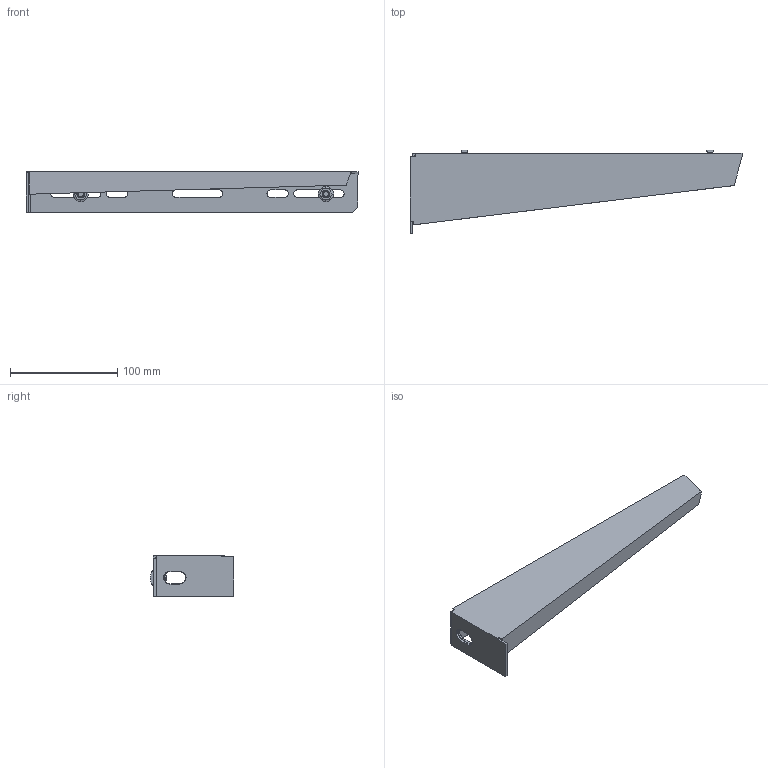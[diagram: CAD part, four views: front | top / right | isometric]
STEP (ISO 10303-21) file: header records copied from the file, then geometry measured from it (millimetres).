
FILE_DESCRIPTION((''),'2;1');
FILE_NAME('6424554_ASM','2012-08-17T',('AndreasKeweloh'),(''),'PRO/ENGINEER BY PARAMETRIC TECHNOLOGY CORPORATION, 2012130','PRO/ENGINEER BY PARAMETRIC TECHNOLOGY CORPORATION, 2012130','');
FILE_SCHEMA(('CONFIG_CONTROL_DESIGN'));
Length unit declared in the file: millimetre
Products named in the file (5): 6424554AUSLEGER; 6424554SCHNELLBEFES; 6424554KOMBIMUTTER; 6424554BEFESTIGUNGSSET_1_ASM; 6424554_ASM
Assembly tree (5 placements, depth 3):
  6424554_ASM
    6424554AUSLEGER
    6424554BEFESTIGUNGSSET_1_ASM  x2
      6424554SCHNELLBEFES
      6424554KOMBIMUTTER
Bounding box: 310 x 77.8 x 38.11 mm (x, y, z)
Volume: 63946 mm3; surface area: 68059.5 mm2
Topology: 5 solids, 5 shells, 191 faces, 511 edges, 333 vertices
Faces by surface type: plane 92, cylinder 66, cone 16, bspline 9, torus 8
Entity records: 4754 total; most frequent: CARTESIAN_POINT 1235, ORIENTED_EDGE 722, DIRECTION 705, EDGE_CURVE 361, AXIS2_PLACEMENT_3D 245, VERTEX_POINT 237, VECTOR 215, LINE 215
